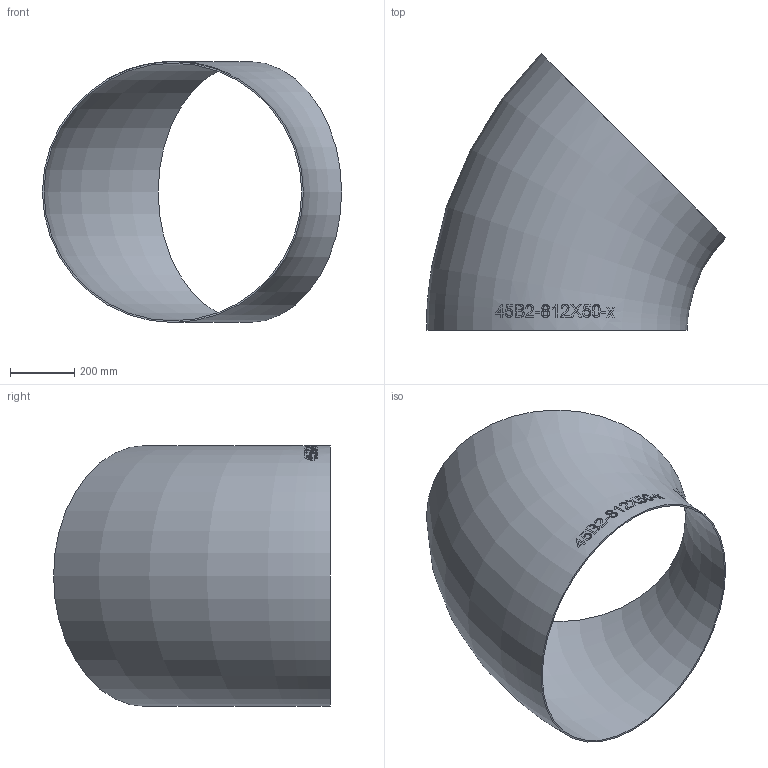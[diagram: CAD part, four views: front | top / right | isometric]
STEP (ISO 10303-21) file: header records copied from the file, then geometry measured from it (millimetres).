
FILE_DESCRIPTION (( 'STEP AP214' ), '1' );
FILE_NAME ('45B2-812X50-x Bogen 2005.STEP', '2020-05-08T08:24:22', ( '' ), ( '' ), 'SwSTEP 2.0', 'SolidWorks 2019', '' );
FILE_SCHEMA (( 'AUTOMOTIVE_DESIGN' ));
Length unit declared in the file: millimetre
Products named in the file (1): 45B2-812X50-x Bogen 2005
Bounding box: 931.89 x 862.25 x 812.8 mm (x, y, z)
Volume: 8102141.7 mm3; surface area: 3266356.4 mm2
Topology: 1 solids, 1 shells, 186 faces, 496 edges, 331 vertices
Faces by surface type: bspline 163, torus 21, plane 2
Entity records: 43624 total; most frequent: CARTESIAN_POINT 38474, ORIENTED_EDGE 986, EDGE_CURVE 493, B_SPLINE_CURVE_WITH_KNOTS 489, VERTEX_POINT 330, EDGE_LOOP 209, FACE_OUTER_BOUND 188, ADVANCED_FACE 186
